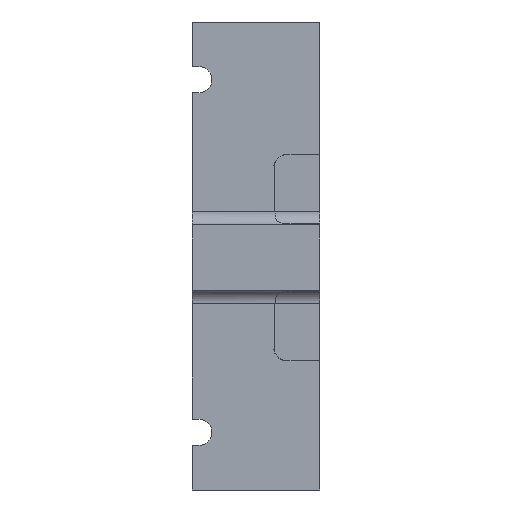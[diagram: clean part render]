
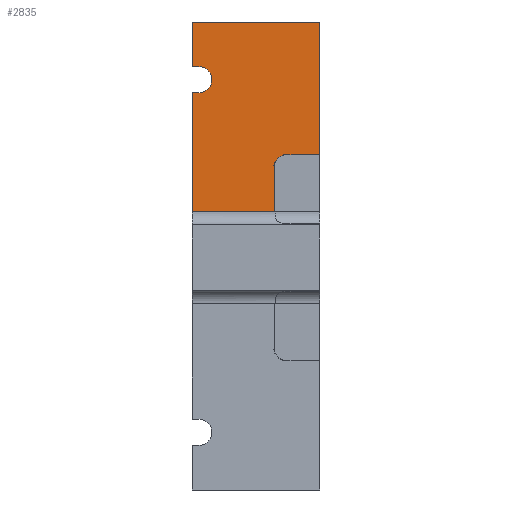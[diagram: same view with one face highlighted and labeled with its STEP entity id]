
A CAD part, left-side view. The second image highlights one B-rep face of the part: STEP entity #2835.
In plain terms, the highlighted planar face has unit normal (-1, 0, 0).
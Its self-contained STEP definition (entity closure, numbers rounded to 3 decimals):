
#43=PLANE('',#3079);
#177=FACE_OUTER_BOUND('',#321,.T.);
#321=EDGE_LOOP('',(#2232,#2233,#2234,#2235,#2236,#2237,#2238,#2239,#2240,
#2241,#2242));
#424=LINE('',#4028,#768);
#462=LINE('',#4141,#806);
#610=LINE('',#4548,#954);
#613=LINE('',#4558,#957);
#614=LINE('',#4560,#958);
#615=LINE('',#4562,#959);
#616=LINE('',#4564,#960);
#617=LINE('',#4568,#961);
#618=LINE('',#4569,#962);
#768=VECTOR('',#3205,10.);
#806=VECTOR('',#3297,10.);
#954=VECTOR('',#3625,10.);
#957=VECTOR('',#3634,10.);
#958=VECTOR('',#3635,10.);
#959=VECTOR('',#3636,10.);
#960=VECTOR('',#3637,10.);
#961=VECTOR('',#3640,10.);
#962=VECTOR('',#3641,10.);
#1108=CIRCLE('',#2962,2.);
#1178=CIRCLE('',#3080,2.);
#1190=VERTEX_POINT('',#3992);
#1196=VERTEX_POINT('',#4026);
#1199=VERTEX_POINT('',#4034);
#1244=VERTEX_POINT('',#4139);
#1413=VERTEX_POINT('',#4547);
#1417=VERTEX_POINT('',#4557);
#1418=VERTEX_POINT('',#4559);
#1419=VERTEX_POINT('',#4561);
#1420=VERTEX_POINT('',#4563);
#1421=VERTEX_POINT('',#4565);
#1422=VERTEX_POINT('',#4567);
#1482=EDGE_CURVE('',#1190,#1196,#424,.F.);
#1486=EDGE_CURVE('',#1199,#1196,#1108,.T.);
#1538=EDGE_CURVE('',#1199,#1244,#462,.T.);
#1737=EDGE_CURVE('',#1413,#1190,#610,.T.);
#1742=EDGE_CURVE('',#1244,#1417,#613,.T.);
#1743=EDGE_CURVE('',#1417,#1418,#614,.T.);
#1744=EDGE_CURVE('',#1418,#1419,#615,.T.);
#1745=EDGE_CURVE('',#1419,#1420,#616,.T.);
#1746=EDGE_CURVE('',#1420,#1421,#1178,.T.);
#1747=EDGE_CURVE('',#1421,#1422,#617,.T.);
#1748=EDGE_CURVE('',#1422,#1413,#618,.T.);
#2232=ORIENTED_EDGE('',*,*,#1737,.T.);
#2233=ORIENTED_EDGE('',*,*,#1482,.T.);
#2234=ORIENTED_EDGE('',*,*,#1486,.F.);
#2235=ORIENTED_EDGE('',*,*,#1538,.T.);
#2236=ORIENTED_EDGE('',*,*,#1742,.T.);
#2237=ORIENTED_EDGE('',*,*,#1743,.T.);
#2238=ORIENTED_EDGE('',*,*,#1744,.T.);
#2239=ORIENTED_EDGE('',*,*,#1745,.T.);
#2240=ORIENTED_EDGE('',*,*,#1746,.T.);
#2241=ORIENTED_EDGE('',*,*,#1747,.T.);
#2242=ORIENTED_EDGE('',*,*,#1748,.T.);
#2835=ADVANCED_FACE('',(#177),#43,.T.);
#2962=AXIS2_PLACEMENT_3D('',#4036,#3212,#3213);
#3079=AXIS2_PLACEMENT_3D('',#4556,#3632,#3633);
#3080=AXIS2_PLACEMENT_3D('',#4566,#3638,#3639);
#3205=DIRECTION('',(0.,0.,-1.));
#3212=DIRECTION('center_axis',(-1.,0.,0.));
#3213=DIRECTION('ref_axis',(0.,0.707,0.707));
#3297=DIRECTION('',(0.,-1.,0.));
#3625=DIRECTION('',(0.,-1.,0.));
#3632=DIRECTION('center_axis',(-1.,0.,0.));
#3633=DIRECTION('ref_axis',(0.,0.,1.));
#3634=DIRECTION('',(0.,0.,1.));
#3635=DIRECTION('',(0.,1.,0.));
#3636=DIRECTION('',(0.,0.,-1.));
#3637=DIRECTION('',(0.,-1.,0.));
#3638=DIRECTION('center_axis',(1.,0.,0.));
#3639=DIRECTION('ref_axis',(0.,0.,-1.));
#3640=DIRECTION('',(0.,1.,0.));
#3641=DIRECTION('',(0.,0.,-1.));
#3992=CARTESIAN_POINT('',(-68.82,6.824,7.));
#4026=CARTESIAN_POINT('',(-68.82,6.824,14.57));
#4028=CARTESIAN_POINT('',(-68.82,6.824,-7.875));
#4034=CARTESIAN_POINT('',(-68.82,5.,15.75));
#4036=CARTESIAN_POINT('Origin',(-68.82,5.,13.75));
#4139=CARTESIAN_POINT('',(-68.82,0.,15.75));
#4141=CARTESIAN_POINT('',(-68.82,0.,15.75));
#4547=CARTESIAN_POINT('',(-68.82,19.45,7.));
#4548=CARTESIAN_POINT('',(-68.82,0.,7.));
#4556=CARTESIAN_POINT('Origin',(-68.82,0.,-35.5));
#4557=CARTESIAN_POINT('',(-68.82,0.,36.));
#4558=CARTESIAN_POINT('',(-68.82,0.,-35.5));
#4559=CARTESIAN_POINT('',(-68.82,19.45,36.));
#4560=CARTESIAN_POINT('',(-68.82,0.,36.));
#4561=CARTESIAN_POINT('',(-68.82,19.45,29.2));
#4562=CARTESIAN_POINT('',(-68.82,19.45,-17.625));
#4563=CARTESIAN_POINT('',(-68.82,18.45,29.2));
#4564=CARTESIAN_POINT('',(-68.82,9.725,29.2));
#4565=CARTESIAN_POINT('',(-68.82,18.45,25.2));
#4566=CARTESIAN_POINT('Origin',(-68.82,18.45,27.2));
#4567=CARTESIAN_POINT('',(-68.82,19.45,25.2));
#4568=CARTESIAN_POINT('',(-68.82,9.225,25.2));
#4569=CARTESIAN_POINT('',(-68.82,19.45,-17.625));
